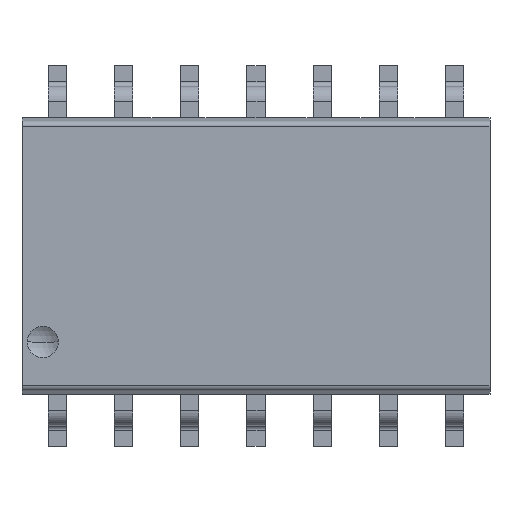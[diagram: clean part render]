
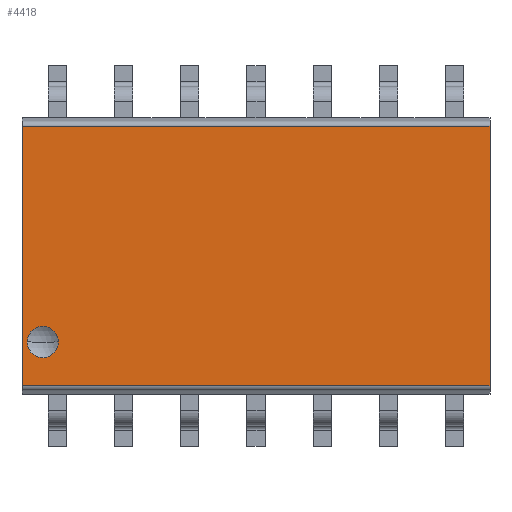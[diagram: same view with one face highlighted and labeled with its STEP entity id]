
A CAD part, top view. The second image highlights one B-rep face of the part: STEP entity #4418.
In plain terms, the highlighted planar face has unit normal (0, 0, 1).
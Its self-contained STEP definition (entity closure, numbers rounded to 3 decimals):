
#78 = CARTESIAN_POINT ( 'NONE',  ( 7.07, 3.97, 1.1 ) ) ;
#391 = ORIENTED_EDGE ( 'NONE', *, *, #717, .T. ) ;
#392 = EDGE_CURVE ( 'NONE', #4377, #6329, #3300, .T. ) ;
#411 = LINE ( 'NONE', #1125, #1628 ) ;
#487 = DIRECTION ( 'NONE',  ( -1., 0., 0. ) ) ;
#506 = EDGE_CURVE ( 'NONE', #1815, #4408, #4586, .T. ) ;
#650 = AXIS2_PLACEMENT_3D ( 'NONE', #6489, #872, #4516 ) ;
#717 = EDGE_CURVE ( 'NONE', #1490, #6329, #4322, .T. ) ;
#750 = ORIENTED_EDGE ( 'NONE', *, *, #392, .F. ) ;
#796 = CARTESIAN_POINT ( 'NONE',  ( -1.9, -2.034, 1.1 ) ) ;
#872 = DIRECTION ( 'NONE',  ( 0., 0., 1. ) ) ;
#1125 = CARTESIAN_POINT ( 'NONE',  ( -1.9, 3.492, 1.1 ) ) ;
#1294 = DIRECTION ( 'NONE',  ( 1., 0., 0. ) ) ;
#1342 = DIRECTION ( 'NONE',  ( 0., 0., 1. ) ) ;
#1420 = LINE ( 'NONE', #5095, #5636 ) ;
#1490 = VERTEX_POINT ( 'NONE', #796 ) ;
#1588 = DIRECTION ( 'NONE',  ( 0., -1., 0. ) ) ;
#1628 = VECTOR ( 'NONE', #4686, 1000. ) ;
#1815 = VERTEX_POINT ( 'NONE', #3860 ) ;
#1827 = DIRECTION ( 'NONE',  ( 0., 0., 1. ) ) ;
#1854 = CARTESIAN_POINT ( 'NONE',  ( -2.4, 3., 1.1 ) ) ;
#1941 = VERTEX_POINT ( 'NONE', #2447 ) ;
#1990 = CARTESIAN_POINT ( 'NONE',  ( -2.4, -2.034, 1.1 ) ) ;
#2243 = AXIS2_PLACEMENT_3D ( 'NONE', #6292, #1827, #5352 ) ;
#2376 = EDGE_CURVE ( 'NONE', #4408, #1815, #6482, .T. ) ;
#2447 = CARTESIAN_POINT ( 'NONE',  ( -1.9, 2.934, 1.1 ) ) ;
#2538 = EDGE_LOOP ( 'NONE', ( #5543, #391, #750, #3538 ) ) ;
#2693 = CARTESIAN_POINT ( 'NONE',  ( 7.07, 2.934, 1.1 ) ) ;
#3300 = LINE ( 'NONE', #78, #5356 ) ;
#3538 = ORIENTED_EDGE ( 'NONE', *, *, #5898, .T. ) ;
#3859 = EDGE_CURVE ( 'NONE', #1490, #1941, #411, .T. ) ;
#3860 = CARTESIAN_POINT ( 'NONE',  ( -1.8, -1.2, 1.1 ) ) ;
#4013 = EDGE_LOOP ( 'NONE', ( #5685, #6400 ) ) ;
#4322 = LINE ( 'NONE', #1990, #6151 ) ;
#4377 = VERTEX_POINT ( 'NONE', #2693 ) ;
#4408 = VERTEX_POINT ( 'NONE', #6270 ) ;
#4413 = PLANE ( 'NONE',  #6453 ) ;
#4418 = ADVANCED_FACE ( 'NONE', ( #6598, #5105 ), #4413, .T. ) ;
#4516 = DIRECTION ( 'NONE',  ( 1., 0., 0. ) ) ;
#4586 = CIRCLE ( 'NONE', #2243, 0.3 ) ;
#4686 = DIRECTION ( 'NONE',  ( 0., 1., 0. ) ) ;
#4994 = CARTESIAN_POINT ( 'NONE',  ( 7.07, -2.034, 1.1 ) ) ;
#5095 = CARTESIAN_POINT ( 'NONE',  ( -2.4, 2.934, 1.1 ) ) ;
#5105 = FACE_BOUND ( 'NONE', #4013, .T. ) ;
#5352 = DIRECTION ( 'NONE',  ( 1., 0., 0. ) ) ;
#5356 = VECTOR ( 'NONE', #1588, 1000. ) ;
#5543 = ORIENTED_EDGE ( 'NONE', *, *, #3859, .F. ) ;
#5636 = VECTOR ( 'NONE', #487, 1000. ) ;
#5685 = ORIENTED_EDGE ( 'NONE', *, *, #2376, .F. ) ;
#5898 = EDGE_CURVE ( 'NONE', #4377, #1941, #1420, .T. ) ;
#6151 = VECTOR ( 'NONE', #6503, 1000. ) ;
#6270 = CARTESIAN_POINT ( 'NONE',  ( -1.2, -1.2, 1.1 ) ) ;
#6292 = CARTESIAN_POINT ( 'NONE',  ( -1.5, -1.2, 1.1 ) ) ;
#6329 = VERTEX_POINT ( 'NONE', #4994 ) ;
#6400 = ORIENTED_EDGE ( 'NONE', *, *, #506, .F. ) ;
#6453 = AXIS2_PLACEMENT_3D ( 'NONE', #1854, #1342, #1294 ) ;
#6482 = CIRCLE ( 'NONE', #650, 0.3 ) ;
#6489 = CARTESIAN_POINT ( 'NONE',  ( -1.5, -1.2, 1.1 ) ) ;
#6503 = DIRECTION ( 'NONE',  ( 1., 0., 0. ) ) ;
#6598 = FACE_OUTER_BOUND ( 'NONE', #2538, .T. ) ;
